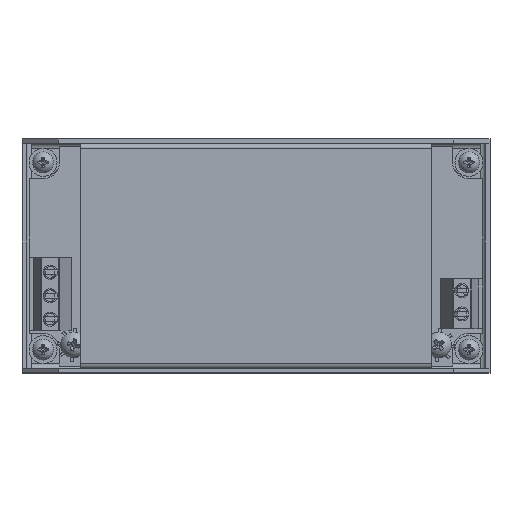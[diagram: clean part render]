
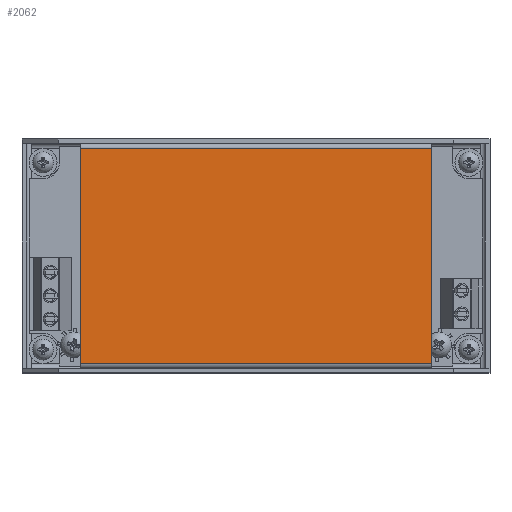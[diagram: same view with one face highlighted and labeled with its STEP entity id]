
A CAD part, top view. The second image highlights one B-rep face of the part: STEP entity #2062.
In plain terms, the highlighted face is planar.
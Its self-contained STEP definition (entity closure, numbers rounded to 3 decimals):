
#2062=ADVANCED_FACE('',(#7119),#7121,.F.);
#7119=FACE_BOUND('',#7120,.T.);
#7120=EDGE_LOOP('',(#11447,#11448,#11449,#11450));
#7121=PLANE('',#7122);
#7122=AXIS2_PLACEMENT_3D('',#7123,#7124,#7125);
#7123=CARTESIAN_POINT('',(0.,0.,0.));
#7124=DIRECTION('',(0.,0.,1.));
#7125=DIRECTION('',(1.,0.,0.));
#11447=ORIENTED_EDGE('',*,*,#13855,.T.);
#11448=ORIENTED_EDGE('',*,*,#13862,.F.);
#11449=ORIENTED_EDGE('',*,*,#13863,.T.);
#11450=ORIENTED_EDGE('',*,*,#13864,.F.);
#13855=EDGE_CURVE('',#15088,#15086,#15089,.T.);
#13862=EDGE_CURVE('',#15098,#15086,#15099,.T.);
#13863=EDGE_CURVE('',#15098,#15100,#15101,.T.);
#13864=EDGE_CURVE('',#15088,#15100,#15102,.T.);
#15086=VERTEX_POINT('',#17193);
#15088=VERTEX_POINT('',#17198);
#15089=LINE('',#17199,#17200);
#15098=VERTEX_POINT('',#17223);
#15099=LINE('',#17224,#17225);
#15100=VERTEX_POINT('',#17227);
#15101=LINE('',#17228,#17229);
#15102=LINE('',#17231,#17232);
#17193=CARTESIAN_POINT('',(0.,0.,0.));
#17198=CARTESIAN_POINT('',(75.,0.,0.));
#17199=CARTESIAN_POINT('',(75.,0.,0.));
#17200=VECTOR('',#17201,1.);
#17201=DIRECTION('',(-1.,0.,0.));
#17223=CARTESIAN_POINT('',(0.,46.,0.));
#17224=CARTESIAN_POINT('',(0.,46.,0.));
#17225=VECTOR('',#17226,1.);
#17226=DIRECTION('',(0.,-1.,0.));
#17227=CARTESIAN_POINT('',(75.,46.,0.));
#17228=CARTESIAN_POINT('',(0.,46.,0.));
#17229=VECTOR('',#17230,1.);
#17230=DIRECTION('',(1.,0.,0.));
#17231=CARTESIAN_POINT('',(75.,0.,0.));
#17232=VECTOR('',#17233,1.);
#17233=DIRECTION('',(0.,1.,0.));
